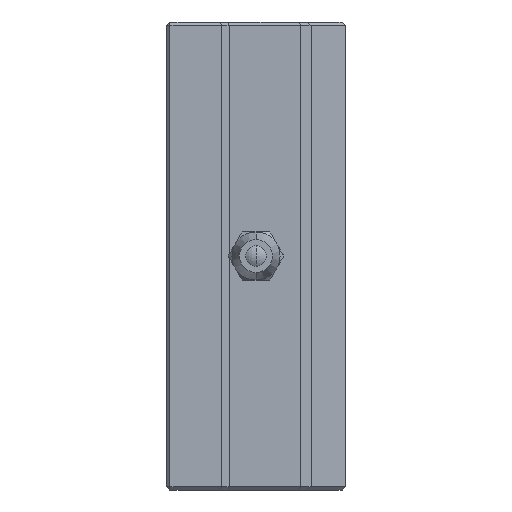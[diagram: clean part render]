
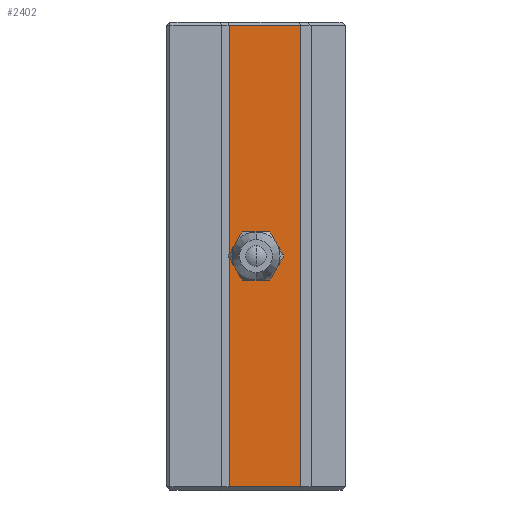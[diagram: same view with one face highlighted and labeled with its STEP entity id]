
A CAD part, left-side view. The second image highlights one B-rep face of the part: STEP entity #2402.
In plain terms, the highlighted planar face has unit normal (-1, 0, 0).
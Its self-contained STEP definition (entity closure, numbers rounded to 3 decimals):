
#31 = CARTESIAN_POINT ( 'NONE',  ( -18.9, -6.5, -33.5 ) ) ;
#71 = DIRECTION ( 'NONE',  ( 0., -1., 0. ) ) ;
#73 = PLANE ( 'NONE',  #801 ) ;
#346 = EDGE_CURVE ( 'NONE', #2954, #1094, #416, .T. ) ;
#416 = LINE ( 'NONE', #2197, #3418 ) ;
#467 = VERTEX_POINT ( 'NONE', #1553 ) ;
#472 = AXIS2_PLACEMENT_3D ( 'NONE', #1679, #1199, #1636 ) ;
#587 = AXIS2_PLACEMENT_3D ( 'NONE', #3367, #3364, #3354 ) ;
#676 = CARTESIAN_POINT ( 'NONE',  ( -18.9, 3.9, -33.5 ) ) ;
#801 = AXIS2_PLACEMENT_3D ( 'NONE', #2033, #1054, #2912 ) ;
#823 = VECTOR ( 'NONE', #71, 1000. ) ;
#988 = VERTEX_POINT ( 'NONE', #2711 ) ;
#1019 = ORIENTED_EDGE ( 'NONE', *, *, #2315, .T. ) ;
#1035 = VECTOR ( 'NONE', #3569, 1000. ) ;
#1047 = CARTESIAN_POINT ( 'NONE',  ( -18.9, 3.9, 33.5 ) ) ;
#1051 = EDGE_LOOP ( 'NONE', ( #3204, #1293, #2906, #1019 ) ) ;
#1054 = DIRECTION ( 'NONE',  ( 1., 0., 0. ) ) ;
#1094 = VERTEX_POINT ( 'NONE', #676 ) ;
#1199 = DIRECTION ( 'NONE',  ( -1., 0., 0. ) ) ;
#1204 = VERTEX_POINT ( 'NONE', #3275 ) ;
#1253 = EDGE_CURVE ( 'NONE', #988, #3221, #2500, .T. ) ;
#1293 = ORIENTED_EDGE ( 'NONE', *, *, #1813, .T. ) ;
#1553 = CARTESIAN_POINT ( 'NONE',  ( -18.9, -6.5, -33.5 ) ) ;
#1636 = DIRECTION ( 'NONE',  ( 0., 0., 1. ) ) ;
#1679 = CARTESIAN_POINT ( 'NONE',  ( -18.9, 0., 0. ) ) ;
#1781 = LINE ( 'NONE', #1785, #1035 ) ;
#1785 = CARTESIAN_POINT ( 'NONE',  ( -18.9, 3.9, 33.5 ) ) ;
#1813 = EDGE_CURVE ( 'NONE', #1094, #467, #3015, .T. ) ;
#2018 = EDGE_LOOP ( 'NONE', ( #2302, #2079 ) ) ;
#2033 = CARTESIAN_POINT ( 'NONE',  ( -18.9, 3.9, 34. ) ) ;
#2079 = ORIENTED_EDGE ( 'NONE', *, *, #1253, .F. ) ;
#2197 = CARTESIAN_POINT ( 'NONE',  ( -18.9, 3.9, 34. ) ) ;
#2200 = EDGE_CURVE ( 'NONE', #467, #1204, #2918, .T. ) ;
#2263 = FACE_OUTER_BOUND ( 'NONE', #1051, .T. ) ;
#2302 = ORIENTED_EDGE ( 'NONE', *, *, #2410, .F. ) ;
#2315 = EDGE_CURVE ( 'NONE', #1204, #2954, #1781, .T. ) ;
#2402 = ADVANCED_FACE ( 'NONE', ( #2263, #2952 ), #73, .F. ) ;
#2410 = EDGE_CURVE ( 'NONE', #3221, #988, #3603, .T. ) ;
#2500 = CIRCLE ( 'NONE', #472, 2.5 ) ;
#2711 = CARTESIAN_POINT ( 'NONE',  ( -18.9, 0., -2.5 ) ) ;
#2906 = ORIENTED_EDGE ( 'NONE', *, *, #2200, .T. ) ;
#2912 = DIRECTION ( 'NONE',  ( 0., 0., -1. ) ) ;
#2918 = LINE ( 'NONE', #3098, #3562 ) ;
#2952 = FACE_BOUND ( 'NONE', #2018, .T. ) ;
#2954 = VERTEX_POINT ( 'NONE', #1047 ) ;
#3015 = LINE ( 'NONE', #31, #823 ) ;
#3056 = CARTESIAN_POINT ( 'NONE',  ( -18.9, 0., 2.5 ) ) ;
#3098 = CARTESIAN_POINT ( 'NONE',  ( -18.9, -6.5, 34. ) ) ;
#3101 = DIRECTION ( 'NONE',  ( 0., 0., 1. ) ) ;
#3195 = DIRECTION ( 'NONE',  ( 0., 0., -1. ) ) ;
#3204 = ORIENTED_EDGE ( 'NONE', *, *, #346, .T. ) ;
#3221 = VERTEX_POINT ( 'NONE', #3056 ) ;
#3275 = CARTESIAN_POINT ( 'NONE',  ( -18.9, -6.5, 33.5 ) ) ;
#3354 = DIRECTION ( 'NONE',  ( 0., 0., 1. ) ) ;
#3364 = DIRECTION ( 'NONE',  ( -1., 0., 0. ) ) ;
#3367 = CARTESIAN_POINT ( 'NONE',  ( -18.9, 0., 0. ) ) ;
#3418 = VECTOR ( 'NONE', #3195, 1000. ) ;
#3562 = VECTOR ( 'NONE', #3101, 1000. ) ;
#3569 = DIRECTION ( 'NONE',  ( 0., 1., 0. ) ) ;
#3603 = CIRCLE ( 'NONE', #587, 2.5 ) ;
